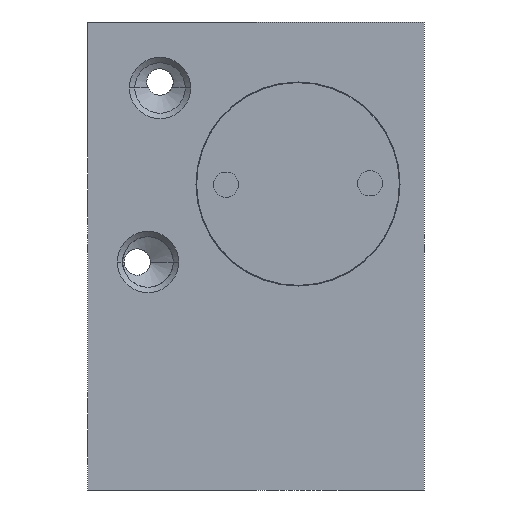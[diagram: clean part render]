
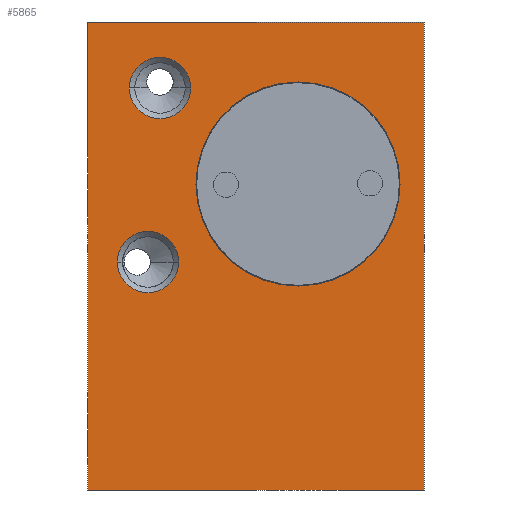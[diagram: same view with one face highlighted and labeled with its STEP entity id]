
A CAD part, left-side view. The second image highlights one B-rep face of the part: STEP entity #5865.
In plain terms, the highlighted planar face has unit normal (-1, 0, 0).
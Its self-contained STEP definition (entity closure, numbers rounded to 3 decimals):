
#17=DIRECTION('',(0.,-1.,0.));
#18=VECTOR('',#17,28.);
#19=CARTESIAN_POINT('',(-38.5,14.,0.));
#20=LINE('',#19,#18);
#125=DIRECTION('',(0.,0.,1.));
#126=VECTOR('',#125,39.);
#127=CARTESIAN_POINT('',(-38.5,-14.,0.));
#128=LINE('',#127,#126);
#129=DIRECTION('',(0.,0.,1.));
#130=VECTOR('',#129,39.);
#131=CARTESIAN_POINT('',(-38.5,14.,0.));
#132=LINE('',#131,#130);
#133=CARTESIAN_POINT('',(-38.5,-3.5,25.5));
#134=DIRECTION('',(1.,0.,0.));
#135=DIRECTION('',(0.,1.,0.));
#136=AXIS2_PLACEMENT_3D('',#133,#134,#135);
#138=CARTESIAN_POINT('',(-38.5,-3.5,25.5));
#139=DIRECTION('',(1.,0.,0.));
#140=DIRECTION('',(0.,-1.,0.));
#141=AXIS2_PLACEMENT_3D('',#138,#139,#140);
#143=CARTESIAN_POINT('',(-38.5,8.,33.5));
#144=DIRECTION('',(1.,0.,0.));
#145=DIRECTION('',(0.,-1.,0.));
#146=AXIS2_PLACEMENT_3D('',#143,#144,#145);
#148=CARTESIAN_POINT('',(-38.5,8.,33.5));
#149=DIRECTION('',(1.,0.,0.));
#150=DIRECTION('',(0.,1.,0.));
#151=AXIS2_PLACEMENT_3D('',#148,#149,#150);
#153=CARTESIAN_POINT('',(-38.5,9.,19.));
#154=DIRECTION('',(1.,0.,0.));
#155=DIRECTION('',(0.,-1.,0.));
#156=AXIS2_PLACEMENT_3D('',#153,#154,#155);
#158=CARTESIAN_POINT('',(-38.5,9.,19.));
#159=DIRECTION('',(1.,0.,0.));
#160=DIRECTION('',(0.,1.,0.));
#161=AXIS2_PLACEMENT_3D('',#158,#159,#160);
#261=DIRECTION('',(0.,-1.,0.));
#262=VECTOR('',#261,28.);
#263=CARTESIAN_POINT('',(-38.5,14.,39.));
#264=LINE('',#263,#262);
#4879=CARTESIAN_POINT('',(-38.5,14.,0.));
#4880=VERTEX_POINT('',#4879);
#4881=CARTESIAN_POINT('',(-38.5,-14.,0.));
#4882=VERTEX_POINT('',#4881);
#4887=CARTESIAN_POINT('',(-38.5,14.,39.));
#4888=VERTEX_POINT('',#4887);
#4889=CARTESIAN_POINT('',(-38.5,-14.,39.));
#4890=VERTEX_POINT('',#4889);
#5031=CARTESIAN_POINT('',(-38.5,5.,25.5));
#5032=CARTESIAN_POINT('',(-38.5,-12.,25.5));
#5033=VERTEX_POINT('',#5031);
#5034=VERTEX_POINT('',#5032);
#5255=CARTESIAN_POINT('',(-38.5,5.45,33.5));
#5256=VERTEX_POINT('',#5255);
#5257=CARTESIAN_POINT('',(-38.5,10.55,33.5));
#5258=VERTEX_POINT('',#5257);
#5267=CARTESIAN_POINT('',(-38.5,6.45,19.));
#5268=VERTEX_POINT('',#5267);
#5269=CARTESIAN_POINT('',(-38.5,11.55,19.));
#5270=VERTEX_POINT('',#5269);
#5834=CARTESIAN_POINT('',(-38.5,14.,0.));
#5835=DIRECTION('',(-1.,0.,0.));
#5836=DIRECTION('',(0.,-1.,0.));
#5837=AXIS2_PLACEMENT_3D('',#5834,#5835,#5836);
#5838=PLANE('',#5837);
#5839=ORIENTED_EDGE('',*,*,#5718,.F.);
#5841=ORIENTED_EDGE('',*,*,#5840,.T.);
#5843=ORIENTED_EDGE('',*,*,#5842,.T.);
#5844=ORIENTED_EDGE('',*,*,#5827,.F.);
#5845=EDGE_LOOP('',(#5839,#5841,#5843,#5844));
#5846=FACE_OUTER_BOUND('',#5845,.F.);
#5848=ORIENTED_EDGE('',*,*,#5847,.F.);
#5850=ORIENTED_EDGE('',*,*,#5849,.F.);
#5851=EDGE_LOOP('',(#5848,#5850));
#5852=FACE_BOUND('',#5851,.F.);
#5854=ORIENTED_EDGE('',*,*,#5853,.F.);
#5856=ORIENTED_EDGE('',*,*,#5855,.F.);
#5857=EDGE_LOOP('',(#5854,#5856));
#5858=FACE_BOUND('',#5857,.F.);
#5860=ORIENTED_EDGE('',*,*,#5859,.F.);
#5862=ORIENTED_EDGE('',*,*,#5861,.F.);
#5863=EDGE_LOOP('',(#5860,#5862));
#5864=FACE_BOUND('',#5863,.F.);
#5865=ADVANCED_FACE('',(#5846,#5852,#5858,#5864),#5838,.T.);
#137=CIRCLE('',#136,8.5);
#142=CIRCLE('',#141,8.5);
#147=CIRCLE('',#146,2.55);
#152=CIRCLE('',#151,2.55);
#157=CIRCLE('',#156,2.55);
#162=CIRCLE('',#161,2.55);
#5718=EDGE_CURVE('',#4880,#4882,#20,.T.);
#5827=EDGE_CURVE('',#4882,#4890,#128,.T.);
#5840=EDGE_CURVE('',#4880,#4888,#132,.T.);
#5842=EDGE_CURVE('',#4888,#4890,#264,.T.);
#5847=EDGE_CURVE('',#5033,#5034,#137,.T.);
#5849=EDGE_CURVE('',#5034,#5033,#142,.T.);
#5853=EDGE_CURVE('',#5256,#5258,#147,.T.);
#5855=EDGE_CURVE('',#5258,#5256,#152,.T.);
#5859=EDGE_CURVE('',#5268,#5270,#157,.T.);
#5861=EDGE_CURVE('',#5270,#5268,#162,.T.);
